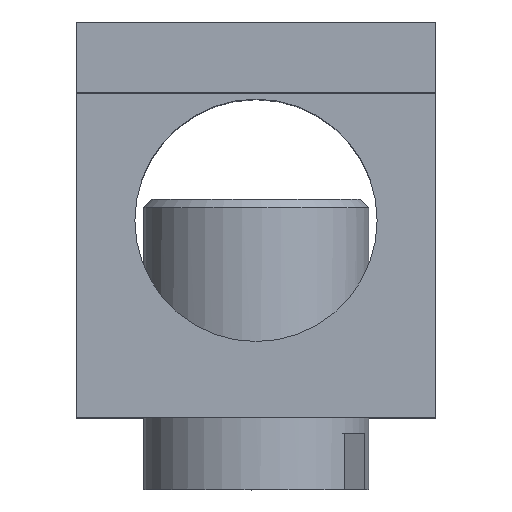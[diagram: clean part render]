
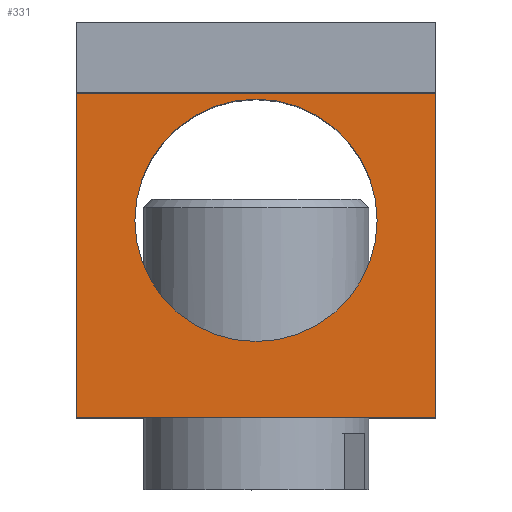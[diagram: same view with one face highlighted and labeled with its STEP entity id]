
A CAD part, top view. The second image highlights one B-rep face of the part: STEP entity #331.
In plain terms, the highlighted planar face has unit normal (0, 0, 1).
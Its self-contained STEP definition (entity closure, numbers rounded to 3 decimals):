
#40=LINE('',#533,#66);
#45=LINE('',#548,#71);
#49=LINE('',#556,#75);
#52=LINE('',#561,#78);
#66=VECTOR('',#394,12.75);
#71=VECTOR('',#409,11.5);
#75=VECTOR('',#415,12.75);
#78=VECTOR('',#420,11.5);
#96=PLANE('',#358);
#111=FACE_BOUND('',#162,.T.);
#118=CIRCLE('',#352,4.294);
#135=FACE_OUTER_BOUND('',#161,.T.);
#161=EDGE_LOOP('',(#280,#281,#282,#283));
#162=EDGE_LOOP('',(#284));
#182=VERTEX_POINT('',#530);
#183=VERTEX_POINT('',#532);
#186=VERTEX_POINT('',#542);
#188=VERTEX_POINT('',#547);
#191=VERTEX_POINT('',#555);
#210=EDGE_CURVE('',#183,#182,#40,.T.);
#215=EDGE_CURVE('',#186,#186,#118,.T.);
#217=EDGE_CURVE('',#183,#188,#45,.T.);
#221=EDGE_CURVE('',#188,#191,#49,.T.);
#224=EDGE_CURVE('',#191,#182,#52,.T.);
#280=ORIENTED_EDGE('',*,*,#210,.T.);
#281=ORIENTED_EDGE('',*,*,#224,.F.);
#282=ORIENTED_EDGE('',*,*,#221,.F.);
#283=ORIENTED_EDGE('',*,*,#217,.F.);
#284=ORIENTED_EDGE('',*,*,#215,.T.);
#331=ADVANCED_FACE('',(#135,#111),#96,.T.);
#352=AXIS2_PLACEMENT_3D('',#543,#403,#404);
#358=AXIS2_PLACEMENT_3D('',#567,#426,#427);
#394=DIRECTION('',(-1.,0.,0.));
#403=DIRECTION('center_axis',(0.,0.,-1.));
#404=DIRECTION('ref_axis',(-1.,0.,0.));
#409=DIRECTION('',(0.,-1.,0.));
#415=DIRECTION('',(-1.,0.,0.));
#420=DIRECTION('',(0.,1.,0.));
#426=DIRECTION('center_axis',(0.,0.,1.));
#427=DIRECTION('ref_axis',(1.,0.,0.));
#530=CARTESIAN_POINT('',(-11.959,6.336,12.));
#532=CARTESIAN_POINT('',(0.791,6.336,12.));
#533=CARTESIAN_POINT('',(-2.396,6.336,12.));
#542=CARTESIAN_POINT('',(-1.289,1.836,12.));
#543=CARTESIAN_POINT('Origin',(-5.584,1.836,12.));
#547=CARTESIAN_POINT('',(0.791,-5.164,12.));
#548=CARTESIAN_POINT('',(0.791,8.836,12.));
#555=CARTESIAN_POINT('',(-11.959,-5.164,12.));
#556=CARTESIAN_POINT('',(0.791,-5.164,12.));
#561=CARTESIAN_POINT('',(-11.959,-5.164,12.));
#567=CARTESIAN_POINT('Origin',(-5.584,1.836,12.));
